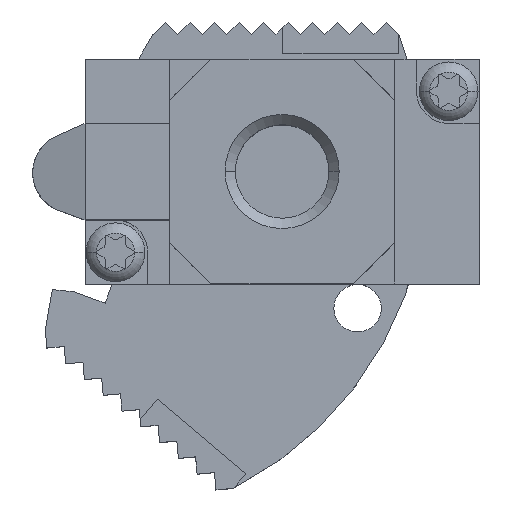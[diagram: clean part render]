
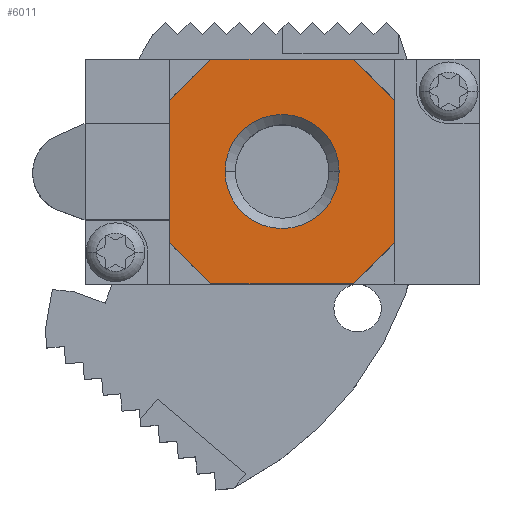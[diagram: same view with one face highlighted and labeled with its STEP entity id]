
A CAD part, top view. The second image highlights one B-rep face of the part: STEP entity #6011.
In plain terms, the highlighted face is planar.
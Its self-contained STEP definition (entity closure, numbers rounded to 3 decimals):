
#76 = CARTESIAN_POINT ( 'NONE',  ( -11.12, -5.6, -17.88 ) ) ;
#147 = DIRECTION ( 'NONE',  ( 0., -1., 0. ) ) ;
#289 = EDGE_CURVE ( 'NONE', #7075, #3551, #2528, .T. ) ;
#313 = CARTESIAN_POINT ( 'NONE',  ( 18.46, -5.6, 17.75 ) ) ;
#350 = EDGE_CURVE ( 'NONE', #1344, #6680, #5151, .T. ) ;
#585 = LINE ( 'NONE', #5299, #684 ) ;
#613 = DIRECTION ( 'NONE',  ( 0., -1., 0. ) ) ;
#633 = EDGE_CURVE ( 'NONE', #7075, #2697, #5494, .T. ) ;
#684 = VECTOR ( 'NONE', #6602, 1000. ) ;
#871 = CIRCLE ( 'NONE', #4745, 9. ) ;
#1159 = VECTOR ( 'NONE', #3615, 1000. ) ;
#1178 = CARTESIAN_POINT ( 'NONE',  ( 17.75, -5.6, 18.46 ) ) ;
#1211 = ORIENTED_EDGE ( 'NONE', *, *, #6866, .T. ) ;
#1254 = CARTESIAN_POINT ( 'NONE',  ( -9., -5.6, 0. ) ) ;
#1289 = VECTOR ( 'NONE', #3254, 1000. ) ;
#1344 = VERTEX_POINT ( 'NONE', #1569 ) ;
#1406 = DIRECTION ( 'NONE',  ( -0.707, 0., 0.707 ) ) ;
#1499 = VERTEX_POINT ( 'NONE', #6889 ) ;
#1502 = ORIENTED_EDGE ( 'NONE', *, *, #289, .T. ) ;
#1537 = VERTEX_POINT ( 'NONE', #8299 ) ;
#1569 = CARTESIAN_POINT ( 'NONE',  ( 9., -5.6, 0. ) ) ;
#1698 = VERTEX_POINT ( 'NONE', #1888 ) ;
#1766 = EDGE_LOOP ( 'NONE', ( #8240, #4023 ) ) ;
#1845 = VECTOR ( 'NONE', #6131, 1000. ) ;
#1888 = CARTESIAN_POINT ( 'NONE',  ( -11.25, -5.6, 17.75 ) ) ;
#1987 = ORIENTED_EDGE ( 'NONE', *, *, #8273, .T. ) ;
#2025 = PLANE ( 'NONE',  #8832 ) ;
#2106 = LINE ( 'NONE', #313, #8506 ) ;
#2523 = ORIENTED_EDGE ( 'NONE', *, *, #6910, .F. ) ;
#2528 = LINE ( 'NONE', #1178, #1289 ) ;
#2697 = VERTEX_POINT ( 'NONE', #8253 ) ;
#2716 = CARTESIAN_POINT ( 'NONE',  ( 17.75, -5.6, 11.25 ) ) ;
#2975 = DIRECTION ( 'NONE',  ( 1., 0., 0. ) ) ;
#2999 = CARTESIAN_POINT ( 'NONE',  ( -17.88, -5.6, 11.12 ) ) ;
#3254 = DIRECTION ( 'NONE',  ( 0., 0., 1. ) ) ;
#3415 = DIRECTION ( 'NONE',  ( 0., 0., -1. ) ) ;
#3423 = EDGE_CURVE ( 'NONE', #1537, #1499, #7774, .T. ) ;
#3490 = CARTESIAN_POINT ( 'NONE',  ( 0., -5.6, 0. ) ) ;
#3513 = VERTEX_POINT ( 'NONE', #7301 ) ;
#3551 = VERTEX_POINT ( 'NONE', #2716 ) ;
#3562 = CARTESIAN_POINT ( 'NONE',  ( 18.46, -5.6, -17.75 ) ) ;
#3615 = DIRECTION ( 'NONE',  ( 1., 0., 0. ) ) ;
#3814 = VECTOR ( 'NONE', #3816, 1000. ) ;
#3816 = DIRECTION ( 'NONE',  ( 0., 0., -1. ) ) ;
#3920 = ORIENTED_EDGE ( 'NONE', *, *, #5663, .F. ) ;
#4023 = ORIENTED_EDGE ( 'NONE', *, *, #7463, .F. ) ;
#4406 = CARTESIAN_POINT ( 'NONE',  ( -17.75, -5.6, 18.46 ) ) ;
#4745 = AXIS2_PLACEMENT_3D ( 'NONE', #6398, #8451, #2975 ) ;
#4773 = CARTESIAN_POINT ( 'NONE',  ( 18.46, -5.6, 18.46 ) ) ;
#4997 = AXIS2_PLACEMENT_3D ( 'NONE', #3490, #613, #8179 ) ;
#5151 = CIRCLE ( 'NONE', #4997, 9. ) ;
#5222 = EDGE_LOOP ( 'NONE', ( #8007, #1502, #8176, #1987, #2523, #5784, #3920, #1211 ) ) ;
#5299 = CARTESIAN_POINT ( 'NONE',  ( 11.12, -5.6, 17.88 ) ) ;
#5494 = LINE ( 'NONE', #6921, #1845 ) ;
#5578 = FACE_OUTER_BOUND ( 'NONE', #5222, .T. ) ;
#5663 = EDGE_CURVE ( 'NONE', #3513, #1499, #6156, .T. ) ;
#5670 = LINE ( 'NONE', #2999, #6872 ) ;
#5784 = ORIENTED_EDGE ( 'NONE', *, *, #3423, .T. ) ;
#5854 = VERTEX_POINT ( 'NONE', #6718 ) ;
#6011 = ADVANCED_FACE ( 'NONE', ( #7658, #5578 ), #2025, .T. ) ;
#6058 = EDGE_CURVE ( 'NONE', #5854, #3551, #585, .T. ) ;
#6131 = DIRECTION ( 'NONE',  ( -0.707, 0., -0.707 ) ) ;
#6156 = LINE ( 'NONE', #76, #6852 ) ;
#6249 = DIRECTION ( 'NONE',  ( -1., 0., 0. ) ) ;
#6398 = CARTESIAN_POINT ( 'NONE',  ( 0., -5.6, 0. ) ) ;
#6602 = DIRECTION ( 'NONE',  ( 0.707, 0., -0.707 ) ) ;
#6680 = VERTEX_POINT ( 'NONE', #1254 ) ;
#6718 = CARTESIAN_POINT ( 'NONE',  ( 11.25, -5.6, 17.75 ) ) ;
#6852 = VECTOR ( 'NONE', #1406, 1000. ) ;
#6866 = EDGE_CURVE ( 'NONE', #3513, #2697, #7754, .T. ) ;
#6872 = VECTOR ( 'NONE', #7665, 1000. ) ;
#6889 = CARTESIAN_POINT ( 'NONE',  ( -17.75, -5.6, -11.25 ) ) ;
#6910 = EDGE_CURVE ( 'NONE', #1537, #1698, #5670, .T. ) ;
#6921 = CARTESIAN_POINT ( 'NONE',  ( 17.88, -5.6, -11.12 ) ) ;
#7075 = VERTEX_POINT ( 'NONE', #7483 ) ;
#7301 = CARTESIAN_POINT ( 'NONE',  ( -11.25, -5.6, -17.75 ) ) ;
#7463 = EDGE_CURVE ( 'NONE', #6680, #1344, #871, .T. ) ;
#7483 = CARTESIAN_POINT ( 'NONE',  ( 17.75, -5.6, -11.25 ) ) ;
#7658 = FACE_BOUND ( 'NONE', #1766, .T. ) ;
#7665 = DIRECTION ( 'NONE',  ( 0.707, 0., 0.707 ) ) ;
#7754 = LINE ( 'NONE', #3562, #1159 ) ;
#7774 = LINE ( 'NONE', #4406, #3814 ) ;
#8007 = ORIENTED_EDGE ( 'NONE', *, *, #633, .F. ) ;
#8176 = ORIENTED_EDGE ( 'NONE', *, *, #6058, .F. ) ;
#8179 = DIRECTION ( 'NONE',  ( 1., 0., 0. ) ) ;
#8240 = ORIENTED_EDGE ( 'NONE', *, *, #350, .F. ) ;
#8253 = CARTESIAN_POINT ( 'NONE',  ( 11.25, -5.6, -17.75 ) ) ;
#8273 = EDGE_CURVE ( 'NONE', #5854, #1698, #2106, .T. ) ;
#8299 = CARTESIAN_POINT ( 'NONE',  ( -17.75, -5.6, 11.25 ) ) ;
#8451 = DIRECTION ( 'NONE',  ( 0., -1., 0. ) ) ;
#8506 = VECTOR ( 'NONE', #6249, 1000. ) ;
#8832 = AXIS2_PLACEMENT_3D ( 'NONE', #4773, #147, #3415 ) ;
